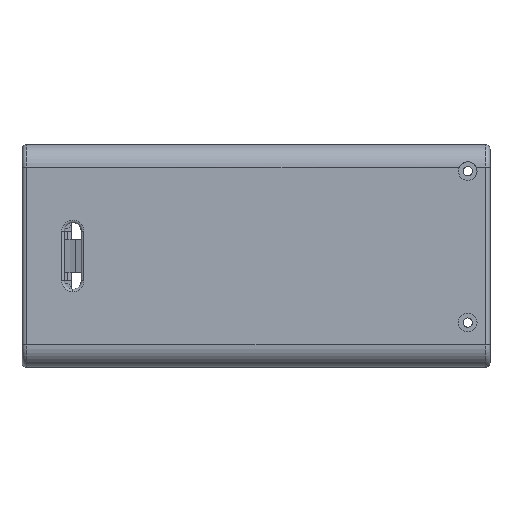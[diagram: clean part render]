
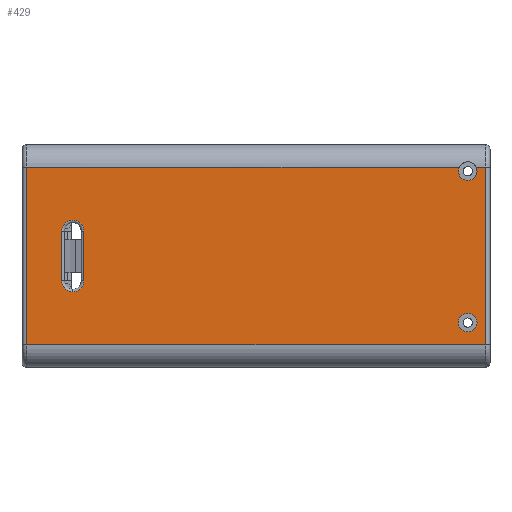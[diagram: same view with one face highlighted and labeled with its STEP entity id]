
A CAD part, front view. The second image highlights one B-rep face of the part: STEP entity #429.
In plain terms, the highlighted planar face has unit normal (0, -1, 0).
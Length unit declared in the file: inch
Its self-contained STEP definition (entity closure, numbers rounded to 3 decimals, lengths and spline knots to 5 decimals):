
#8 = CIRCLE ( 'NONE', #7528, 0.0703 ) ;
#13 = CARTESIAN_POINT ( 'NONE',  ( -1.298, -0.4, -0.1875 ) ) ;
#402 = EDGE_CURVE ( 'NONE', #6935, #1927, #4707, .T. ) ;
#418 = CARTESIAN_POINT ( 'NONE',  ( 1.595, -0.4, 0.63976 ) ) ;
#429 = ADVANCED_FACE ( 'NONE', ( #4096, #5920, #839 ), #5152, .T. ) ;
#656 = EDGE_CURVE ( 'NONE', #8180, #7986, #1133, .T. ) ;
#687 = VERTEX_POINT ( 'NONE', #5456 ) ;
#791 = DIRECTION ( 'NONE',  ( 0., 0., -1. ) ) ;
#839 = FACE_BOUND ( 'NONE', #1959, .T. ) ;
#910 = CIRCLE ( 'NONE', #4933, 0.0825 ) ;
#1009 = DIRECTION ( 'NONE',  ( 0., 0., -1. ) ) ;
#1133 = LINE ( 'NONE', #6531, #4324 ) ;
#1135 = EDGE_LOOP ( 'NONE', ( #6694, #5954, #3399, #5658, #6258, #4277, #4938 ) ) ;
#1458 = ORIENTED_EDGE ( 'NONE', *, *, #402, .T. ) ;
#1533 = LINE ( 'NONE', #5252, #5407 ) ;
#1595 = LINE ( 'NONE', #13, #4952 ) ;
#1626 = CIRCLE ( 'NONE', #6983, 0.0703 ) ;
#1716 = CARTESIAN_POINT ( 'NONE',  ( -1.3805, -0.4, -0.27 ) ) ;
#1775 = DIRECTION ( 'NONE',  ( 0., 1., 0. ) ) ;
#1818 = ORIENTED_EDGE ( 'NONE', *, *, #3594, .T. ) ;
#1842 = CARTESIAN_POINT ( 'NONE',  ( 1.595, -0.4, -0.50197 ) ) ;
#1896 = DIRECTION ( 'NONE',  ( 1., 0., 0. ) ) ;
#1927 = VERTEX_POINT ( 'NONE', #1716 ) ;
#1959 = EDGE_LOOP ( 'NONE', ( #7113, #4061 ) ) ;
#1969 = EDGE_LOOP ( 'NONE', ( #1818, #1458, #6963, #5041, #7683 ) ) ;
#2003 = EDGE_CURVE ( 'NONE', #3471, #2767, #2832, .T. ) ;
#2022 = CARTESIAN_POINT ( 'NONE',  ( -1.463, -0.4, 0.1875 ) ) ;
#2252 = LINE ( 'NONE', #3144, #6818 ) ;
#2559 = CARTESIAN_POINT ( 'NONE',  ( -1.3805, -0.4, -0.1875 ) ) ;
#2707 = VERTEX_POINT ( 'NONE', #7660 ) ;
#2748 = CARTESIAN_POINT ( 'NONE',  ( 1.595, -0.4, 0.63976 ) ) ;
#2767 = VERTEX_POINT ( 'NONE', #5206 ) ;
#2794 = DIRECTION ( 'NONE',  ( 0., 0., -1. ) ) ;
#2831 = DIRECTION ( 'NONE',  ( 0., 0., -1. ) ) ;
#2832 = LINE ( 'NONE', #2022, #7842 ) ;
#3040 = CARTESIAN_POINT ( 'NONE',  ( 1.728, -0.4, -0.6695 ) ) ;
#3075 = VERTEX_POINT ( 'NONE', #5895 ) ;
#3144 = CARTESIAN_POINT ( 'NONE',  ( 1.693, -0.4, 0.6695 ) ) ;
#3232 = VERTEX_POINT ( 'NONE', #3040 ) ;
#3341 = CARTESIAN_POINT ( 'NONE',  ( -1.298, -0.4, -0.1875 ) ) ;
#3399 = ORIENTED_EDGE ( 'NONE', *, *, #656, .T. ) ;
#3408 = EDGE_CURVE ( 'NONE', #2767, #4353, #5056, .T. ) ;
#3421 = DIRECTION ( 'NONE',  ( 0., -1., 0. ) ) ;
#3427 = CARTESIAN_POINT ( 'NONE',  ( -1.728, -0.4, -0.6695 ) ) ;
#3471 = VERTEX_POINT ( 'NONE', #5089 ) ;
#3594 = EDGE_CURVE ( 'NONE', #4353, #6935, #1595, .T. ) ;
#3694 = DIRECTION ( 'NONE',  ( 0., 0., -1. ) ) ;
#3825 = DIRECTION ( 'NONE',  ( 0., 0., -1. ) ) ;
#3845 = DIRECTION ( 'NONE',  ( 0., 0., 1. ) ) ;
#3902 = CARTESIAN_POINT ( 'NONE',  ( -1.298, -0.4, 0.1875 ) ) ;
#4013 = DIRECTION ( 'NONE',  ( -1., 0., 0. ) ) ;
#4051 = VERTEX_POINT ( 'NONE', #4152 ) ;
#4061 = ORIENTED_EDGE ( 'NONE', *, *, #8299, .F. ) ;
#4096 = FACE_BOUND ( 'NONE', #1969, .T. ) ;
#4152 = CARTESIAN_POINT ( 'NONE',  ( 1.6587, -0.4, 0.6695 ) ) ;
#4200 = LINE ( 'NONE', #4993, #4995 ) ;
#4277 = ORIENTED_EDGE ( 'NONE', *, *, #6682, .T. ) ;
#4285 = DIRECTION ( 'NONE',  ( 0., -1., 0. ) ) ;
#4291 = DIRECTION ( 'NONE',  ( 0., 0., -1. ) ) ;
#4324 = VECTOR ( 'NONE', #2794, 39.37008 ) ;
#4353 = VERTEX_POINT ( 'NONE', #3902 ) ;
#4507 = DIRECTION ( 'NONE',  ( 0., -1., 0. ) ) ;
#4630 = VERTEX_POINT ( 'NONE', #5717 ) ;
#4707 = CIRCLE ( 'NONE', #7040, 0.0825 ) ;
#4763 = AXIS2_PLACEMENT_3D ( 'NONE', #1842, #8290, #3694 ) ;
#4933 = AXIS2_PLACEMENT_3D ( 'NONE', #2559, #6545, #791 ) ;
#4938 = ORIENTED_EDGE ( 'NONE', *, *, #6104, .F. ) ;
#4952 = VECTOR ( 'NONE', #5230, 39.37008 ) ;
#4993 = CARTESIAN_POINT ( 'NONE',  ( 1.728, -0.4, 0.6695 ) ) ;
#4995 = VECTOR ( 'NONE', #6596, 39.37008 ) ;
#5041 = ORIENTED_EDGE ( 'NONE', *, *, #2003, .T. ) ;
#5056 = CIRCLE ( 'NONE', #6516, 0.0825 ) ;
#5089 = CARTESIAN_POINT ( 'NONE',  ( -1.463, -0.4, -0.1875 ) ) ;
#5100 = LINE ( 'NONE', #7251, #7646 ) ;
#5152 = PLANE ( 'NONE',  #7936 ) ;
#5206 = CARTESIAN_POINT ( 'NONE',  ( -1.463, -0.4, 0.1875 ) ) ;
#5230 = DIRECTION ( 'NONE',  ( 0., 0., -1. ) ) ;
#5242 = DIRECTION ( 'NONE',  ( 0., -1., 0. ) ) ;
#5252 = CARTESIAN_POINT ( 'NONE',  ( 1.693, -0.4, -0.6695 ) ) ;
#5407 = VECTOR ( 'NONE', #1896, 39.37008 ) ;
#5456 = CARTESIAN_POINT ( 'NONE',  ( 1.595, -0.4, -0.57227 ) ) ;
#5508 = CARTESIAN_POINT ( 'NONE',  ( 1.595, -0.4, -0.43167 ) ) ;
#5603 = CIRCLE ( 'NONE', #4763, 0.0703 ) ;
#5658 = ORIENTED_EDGE ( 'NONE', *, *, #6894, .T. ) ;
#5717 = CARTESIAN_POINT ( 'NONE',  ( 1.5313, -0.4, 0.6695 ) ) ;
#5895 = CARTESIAN_POINT ( 'NONE',  ( 1.595, -0.4, 0.56946 ) ) ;
#5920 = FACE_OUTER_BOUND ( 'NONE', #1135, .T. ) ;
#5954 = ORIENTED_EDGE ( 'NONE', *, *, #6671, .T. ) ;
#6104 = EDGE_CURVE ( 'NONE', #3075, #4051, #8, .T. ) ;
#6249 = VERTEX_POINT ( 'NONE', #5508 ) ;
#6258 = ORIENTED_EDGE ( 'NONE', *, *, #6790, .T. ) ;
#6268 = CARTESIAN_POINT ( 'NONE',  ( -1.3805, -0.4, 0.1875 ) ) ;
#6516 = AXIS2_PLACEMENT_3D ( 'NONE', #6268, #7502, #4291 ) ;
#6531 = CARTESIAN_POINT ( 'NONE',  ( -1.728, -0.4, -0.6695 ) ) ;
#6545 = DIRECTION ( 'NONE',  ( 0., 1., 0. ) ) ;
#6596 = DIRECTION ( 'NONE',  ( 0., 0., 1. ) ) ;
#6671 = EDGE_CURVE ( 'NONE', #4630, #8180, #2252, .T. ) ;
#6682 = EDGE_CURVE ( 'NONE', #2707, #4051, #5100, .T. ) ;
#6694 = ORIENTED_EDGE ( 'NONE', *, *, #7801, .F. ) ;
#6790 = EDGE_CURVE ( 'NONE', #3232, #2707, #4200, .T. ) ;
#6818 = VECTOR ( 'NONE', #7913, 39.37008 ) ;
#6834 = EDGE_CURVE ( 'NONE', #687, #6249, #5603, .T. ) ;
#6894 = EDGE_CURVE ( 'NONE', #7986, #3232, #1533, .T. ) ;
#6935 = VERTEX_POINT ( 'NONE', #3341 ) ;
#6963 = ORIENTED_EDGE ( 'NONE', *, *, #7241, .T. ) ;
#6983 = AXIS2_PLACEMENT_3D ( 'NONE', #418, #4285, #1009 ) ;
#7040 = AXIS2_PLACEMENT_3D ( 'NONE', #7603, #1775, #7132 ) ;
#7113 = ORIENTED_EDGE ( 'NONE', *, *, #6834, .F. ) ;
#7132 = DIRECTION ( 'NONE',  ( 0., 0., -1. ) ) ;
#7134 = CARTESIAN_POINT ( 'NONE',  ( 1.595, -0.4, -0.50197 ) ) ;
#7241 = EDGE_CURVE ( 'NONE', #1927, #3471, #910, .T. ) ;
#7251 = CARTESIAN_POINT ( 'NONE',  ( 1.693, -0.4, 0.6695 ) ) ;
#7407 = CIRCLE ( 'NONE', #7684, 0.0703 ) ;
#7502 = DIRECTION ( 'NONE',  ( 0., 1., 0. ) ) ;
#7528 = AXIS2_PLACEMENT_3D ( 'NONE', #2748, #3421, #2831 ) ;
#7603 = CARTESIAN_POINT ( 'NONE',  ( -1.3805, -0.4, -0.1875 ) ) ;
#7646 = VECTOR ( 'NONE', #4013, 39.37008 ) ;
#7660 = CARTESIAN_POINT ( 'NONE',  ( 1.728, -0.4, 0.6695 ) ) ;
#7668 = CARTESIAN_POINT ( 'NONE',  ( -1.728, -0.4, 0.6695 ) ) ;
#7683 = ORIENTED_EDGE ( 'NONE', *, *, #3408, .T. ) ;
#7684 = AXIS2_PLACEMENT_3D ( 'NONE', #7134, #5242, #3825 ) ;
#7692 = CARTESIAN_POINT ( 'NONE',  ( 1.693, -0.4, -0.7695 ) ) ;
#7801 = EDGE_CURVE ( 'NONE', #4630, #3075, #1626, .T. ) ;
#7842 = VECTOR ( 'NONE', #7896, 39.37008 ) ;
#7896 = DIRECTION ( 'NONE',  ( 0., 0., 1. ) ) ;
#7913 = DIRECTION ( 'NONE',  ( -1., 0., 0. ) ) ;
#7936 = AXIS2_PLACEMENT_3D ( 'NONE', #7692, #4507, #3845 ) ;
#7986 = VERTEX_POINT ( 'NONE', #3427 ) ;
#8180 = VERTEX_POINT ( 'NONE', #7668 ) ;
#8290 = DIRECTION ( 'NONE',  ( 0., -1., 0. ) ) ;
#8299 = EDGE_CURVE ( 'NONE', #6249, #687, #7407, .T. ) ;
